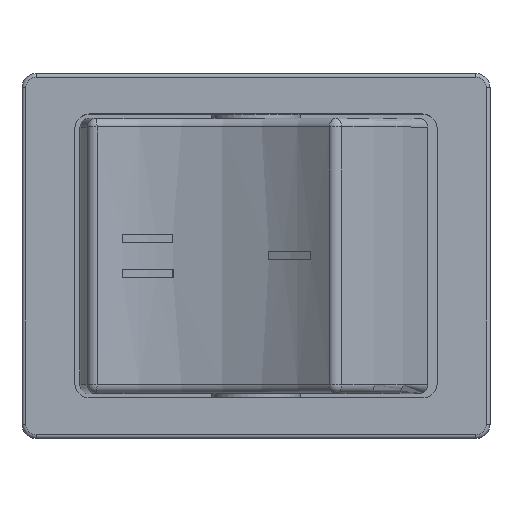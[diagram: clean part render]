
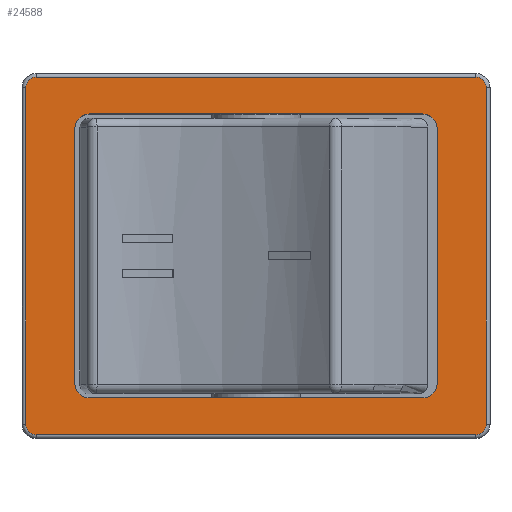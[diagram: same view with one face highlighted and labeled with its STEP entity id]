
A CAD part, top view. The second image highlights one B-rep face of the part: STEP entity #24588.
In plain terms, the highlighted planar face has unit normal (0, 0, 1).
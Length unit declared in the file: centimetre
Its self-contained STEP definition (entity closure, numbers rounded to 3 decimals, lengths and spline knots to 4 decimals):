
#532=FACE_BOUND('',#3815,.T.);
#1310=PLANE('',#25941);
#2490=FACE_OUTER_BOUND('',#3814,.T.);
#3814=EDGE_LOOP('',(#22048,#22049,#22050,#22051,#22052,#22053,#22054,#22055));
#3815=EDGE_LOOP('',(#22056,#22057,#22058,#22059,#22060,#22061,#22062,#22063));
#5643=LINE('',#35662,#8583);
#5645=LINE('',#35669,#8585);
#5649=LINE('',#35678,#8589);
#5655=LINE('',#35696,#8595);
#6617=LINE('',#39938,#9557);
#6618=LINE('',#39942,#9558);
#6619=LINE('',#39946,#9559);
#6620=LINE('',#39949,#9560);
#8583=VECTOR('',#29102,1.);
#8585=VECTOR('',#29110,1.);
#8589=VECTOR('',#29120,1.);
#8595=VECTOR('',#29142,1.);
#9557=VECTOR('',#31008,1.);
#9558=VECTOR('',#31011,1.);
#9559=VECTOR('',#31014,1.);
#9560=VECTOR('',#31017,1.);
#10163=CIRCLE('',#25475,0.1);
#10164=CIRCLE('',#25478,0.1);
#10165=CIRCLE('',#25481,0.1);
#10166=CIRCLE('',#25484,0.1);
#10209=CIRCLE('',#25942,0.075);
#10210=CIRCLE('',#25943,0.075);
#10211=CIRCLE('',#25944,0.075);
#10212=CIRCLE('',#25945,0.075);
#11569=VERTEX_POINT('',#35654);
#11570=VERTEX_POINT('',#35656);
#11571=VERTEX_POINT('',#35660);
#11572=VERTEX_POINT('',#35664);
#11573=VERTEX_POINT('',#35668);
#11574=VERTEX_POINT('',#35672);
#11575=VERTEX_POINT('',#35676);
#11576=VERTEX_POINT('',#35680);
#12325=VERTEX_POINT('',#39934);
#12326=VERTEX_POINT('',#39935);
#12327=VERTEX_POINT('',#39937);
#12328=VERTEX_POINT('',#39939);
#12329=VERTEX_POINT('',#39941);
#12330=VERTEX_POINT('',#39943);
#12331=VERTEX_POINT('',#39945);
#12332=VERTEX_POINT('',#39947);
#14397=EDGE_CURVE('',#11569,#11570,#10163,.T.);
#14400=EDGE_CURVE('',#11571,#11570,#5643,.T.);
#14401=EDGE_CURVE('',#11571,#11572,#10164,.T.);
#14403=EDGE_CURVE('',#11573,#11572,#5645,.T.);
#14405=EDGE_CURVE('',#11573,#11574,#10165,.T.);
#14408=EDGE_CURVE('',#11575,#11574,#5649,.T.);
#14409=EDGE_CURVE('',#11575,#11576,#10166,.T.);
#14417=EDGE_CURVE('',#11569,#11576,#5655,.T.);
#15679=EDGE_CURVE('',#12325,#12326,#10209,.T.);
#15680=EDGE_CURVE('',#12327,#12325,#6617,.T.);
#15681=EDGE_CURVE('',#12328,#12327,#10210,.T.);
#15682=EDGE_CURVE('',#12329,#12328,#6618,.T.);
#15683=EDGE_CURVE('',#12330,#12329,#10211,.T.);
#15684=EDGE_CURVE('',#12331,#12330,#6619,.T.);
#15685=EDGE_CURVE('',#12332,#12331,#10212,.T.);
#15686=EDGE_CURVE('',#12326,#12332,#6620,.T.);
#22048=ORIENTED_EDGE('',*,*,#15679,.F.);
#22049=ORIENTED_EDGE('',*,*,#15680,.F.);
#22050=ORIENTED_EDGE('',*,*,#15681,.F.);
#22051=ORIENTED_EDGE('',*,*,#15682,.F.);
#22052=ORIENTED_EDGE('',*,*,#15683,.F.);
#22053=ORIENTED_EDGE('',*,*,#15684,.F.);
#22054=ORIENTED_EDGE('',*,*,#15685,.F.);
#22055=ORIENTED_EDGE('',*,*,#15686,.F.);
#22056=ORIENTED_EDGE('',*,*,#14400,.T.);
#22057=ORIENTED_EDGE('',*,*,#14397,.F.);
#22058=ORIENTED_EDGE('',*,*,#14417,.T.);
#22059=ORIENTED_EDGE('',*,*,#14409,.F.);
#22060=ORIENTED_EDGE('',*,*,#14408,.T.);
#22061=ORIENTED_EDGE('',*,*,#14405,.F.);
#22062=ORIENTED_EDGE('',*,*,#14403,.T.);
#22063=ORIENTED_EDGE('',*,*,#14401,.F.);
#24588=ADVANCED_FACE('',(#2490,#532),#1310,.T.);
#25475=AXIS2_PLACEMENT_3D('',#35657,#29096,#29097);
#25478=AXIS2_PLACEMENT_3D('',#35665,#29105,#29106);
#25481=AXIS2_PLACEMENT_3D('',#35673,#29114,#29115);
#25484=AXIS2_PLACEMENT_3D('',#35681,#29123,#29124);
#25941=AXIS2_PLACEMENT_3D('',#39933,#31004,#31005);
#25942=AXIS2_PLACEMENT_3D('',#39936,#31006,#31007);
#25943=AXIS2_PLACEMENT_3D('',#39940,#31009,#31010);
#25944=AXIS2_PLACEMENT_3D('',#39944,#31012,#31013);
#25945=AXIS2_PLACEMENT_3D('',#39948,#31015,#31016);
#29096=DIRECTION('center_axis',(0.,0.,
1.));
#29097=DIRECTION('ref_axis',(0.707,-0.707,0.));
#29102=DIRECTION('',(0.,-1.,0.));
#29105=DIRECTION('center_axis',(0.,0.,
1.));
#29106=DIRECTION('ref_axis',(0.707,0.707,0.));
#29110=DIRECTION('',(1.,0.,0.));
#29114=DIRECTION('center_axis',(0.,0.,
1.));
#29115=DIRECTION('ref_axis',(-0.707,0.707,0.));
#29120=DIRECTION('',(0.,1.,0.));
#29123=DIRECTION('center_axis',(0.,0.,
1.));
#29124=DIRECTION('ref_axis',(-0.707,-0.707,0.));
#29142=DIRECTION('',(-1.,0.,0.));
#31004=DIRECTION('center_axis',(0.,0.,
1.));
#31005=DIRECTION('ref_axis',(-1.,0.,0.));
#31006=DIRECTION('center_axis',(0.,0.,
-1.));
#31007=DIRECTION('ref_axis',(0.707,0.707,0.));
#31008=DIRECTION('',(1.,0.,0.));
#31009=DIRECTION('center_axis',(0.,0.,
-1.));
#31010=DIRECTION('ref_axis',(-0.707,0.707,0.));
#31011=DIRECTION('',(0.,1.,0.));
#31012=DIRECTION('center_axis',(0.,0.,
-1.));
#31013=DIRECTION('ref_axis',(-0.707,-0.707,0.));
#31014=DIRECTION('',(-1.,0.,0.));
#31015=DIRECTION('center_axis',(0.,0.,
-1.));
#31016=DIRECTION('ref_axis',(0.707,-0.707,0.));
#31017=DIRECTION('',(0.,-1.,0.));
#35654=CARTESIAN_POINT('',(1.15,-0.98,2.03));
#35656=CARTESIAN_POINT('',(1.25,-0.88,2.03));
#35657=CARTESIAN_POINT('Origin',(1.15,-0.88,2.03));
#35660=CARTESIAN_POINT('',(1.25,0.88,2.03));
#35662=CARTESIAN_POINT('',(1.25,-0.49,2.03));
#35664=CARTESIAN_POINT('',(1.15,0.98,2.03));
#35665=CARTESIAN_POINT('Origin',(1.15,0.88,2.03));
#35668=CARTESIAN_POINT('',(-1.15,0.98,2.03));
#35669=CARTESIAN_POINT('',(0.625,0.98,2.03));
#35672=CARTESIAN_POINT('',(-1.25,0.88,2.03));
#35673=CARTESIAN_POINT('Origin',(-1.15,0.88,2.03));
#35676=CARTESIAN_POINT('',(-1.25,-0.88,2.03));
#35678=CARTESIAN_POINT('',(-1.25,0.49,2.03));
#35680=CARTESIAN_POINT('',(-1.15,-0.98,2.03));
#35681=CARTESIAN_POINT('Origin',(-1.15,-0.88,2.03));
#35696=CARTESIAN_POINT('',(-0.625,-0.98,2.03));
#39933=CARTESIAN_POINT('Origin',(0.,0.,
2.03));
#39934=CARTESIAN_POINT('',(1.515,1.235,2.03));
#39935=CARTESIAN_POINT('',(1.59,1.16,2.03));
#39936=CARTESIAN_POINT('Origin',(1.515,1.16,2.03));
#39937=CARTESIAN_POINT('',(-1.515,1.235,2.03));
#39938=CARTESIAN_POINT('',(-0.8075,1.235,2.03));
#39939=CARTESIAN_POINT('',(-1.59,1.16,2.03));
#39940=CARTESIAN_POINT('Origin',(-1.515,1.16,2.03));
#39941=CARTESIAN_POINT('',(-1.59,-1.16,2.03));
#39942=CARTESIAN_POINT('',(-1.59,-0.63,2.03));
#39943=CARTESIAN_POINT('',(-1.515,-1.235,2.03));
#39944=CARTESIAN_POINT('Origin',(-1.515,-1.16,2.03));
#39945=CARTESIAN_POINT('',(1.515,-1.235,2.03));
#39946=CARTESIAN_POINT('',(0.8075,-1.235,2.03));
#39947=CARTESIAN_POINT('',(1.59,-1.16,2.03));
#39948=CARTESIAN_POINT('Origin',(1.515,-1.16,2.03));
#39949=CARTESIAN_POINT('',(1.59,0.63,2.03));
